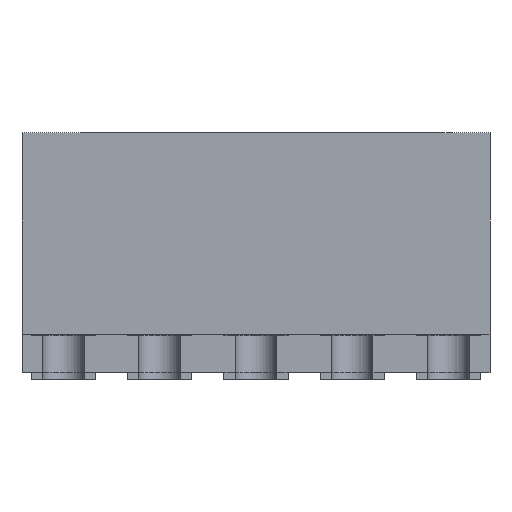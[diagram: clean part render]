
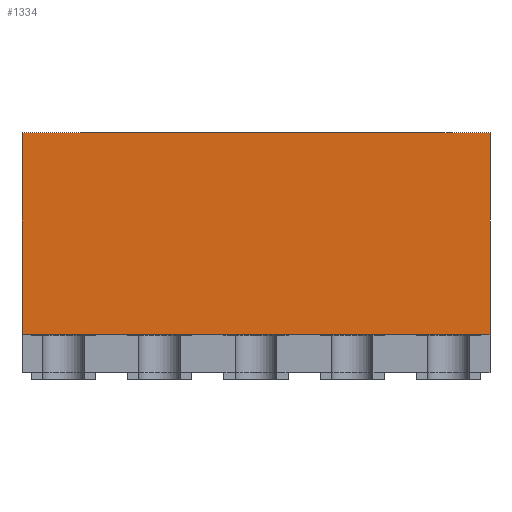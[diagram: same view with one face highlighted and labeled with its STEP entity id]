
A CAD part, front view. The second image highlights one B-rep face of the part: STEP entity #1334.
In plain terms, the highlighted planar face has unit normal (0, -1, 0).
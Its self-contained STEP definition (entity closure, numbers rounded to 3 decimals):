
#1334 = ADVANCED_FACE( '', ( #2567 ), #2568, .F. );
#2567 = FACE_OUTER_BOUND( '', #3899, .T. );
#2568 = PLANE( '', #3900 );
#3899 = EDGE_LOOP( '', ( #6815, #6816, #6817, #6818 ) );
#3900 = AXIS2_PLACEMENT_3D( '', #6819, #6820, #6821 );
#6815 = ORIENTED_EDGE( '', *, *, #8796, .T. );
#6816 = ORIENTED_EDGE( '', *, *, #9529, .F. );
#6817 = ORIENTED_EDGE( '', *, *, #9676, .F. );
#6818 = ORIENTED_EDGE( '', *, *, #9635, .T. );
#6819 = CARTESIAN_POINT( '', ( -3.65, -5., 3.75 ) );
#6820 = DIRECTION( '', ( 0., 1., 0. ) );
#6821 = DIRECTION( '', ( 0., 0., 1. ) );
#8796 = EDGE_CURVE( '', #10468, #10472, #10474, .T. );
#9529 = EDGE_CURVE( '', #11622, #10472, #11624, .T. );
#9635 = EDGE_CURVE( '', #11773, #10468, #11774, .T. );
#9676 = EDGE_CURVE( '', #11773, #11622, #11829, .T. );
#10468 = VERTEX_POINT( '', #12858 );
#10472 = VERTEX_POINT( '', #12864 );
#10474 = LINE( '', #12867, #12868 );
#11622 = VERTEX_POINT( '', #15015 );
#11624 = LINE( '', #15018, #15019 );
#11773 = VERTEX_POINT( '', #15283 );
#11774 = LINE( '', #15284, #15285 );
#11829 = LINE( '', #15393, #15394 );
#12858 = CARTESIAN_POINT( '', ( -3.65, -5., 0.6 ) );
#12864 = CARTESIAN_POINT( '', ( 3.65, -5., 0.6 ) );
#12867 = CARTESIAN_POINT( '', ( -3.65, -5., 0.6 ) );
#12868 = VECTOR( '', #16287, 1000. );
#15015 = CARTESIAN_POINT( '', ( 3.65, -5., 3.75 ) );
#15018 = CARTESIAN_POINT( '', ( 3.65, -5., 3.75 ) );
#15019 = VECTOR( '', #16866, 1000. );
#15283 = CARTESIAN_POINT( '', ( -3.65, -5., 3.75 ) );
#15284 = CARTESIAN_POINT( '', ( -3.65, -5., 3.75 ) );
#15285 = VECTOR( '', #16927, 1000. );
#15393 = CARTESIAN_POINT( '', ( -3.65, -5., 3.75 ) );
#15394 = VECTOR( '', #16953, 1000. );
#16287 = DIRECTION( '', ( 1., 0., 0. ) );
#16866 = DIRECTION( '', ( 0., 0., -1. ) );
#16927 = DIRECTION( '', ( 0., 0., -1. ) );
#16953 = DIRECTION( '', ( 1., 0., 0. ) );
